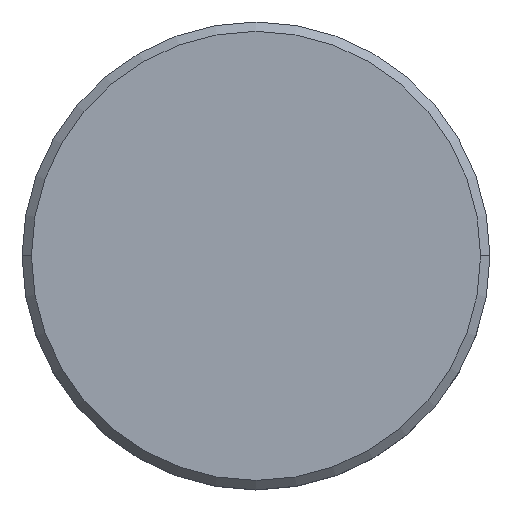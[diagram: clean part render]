
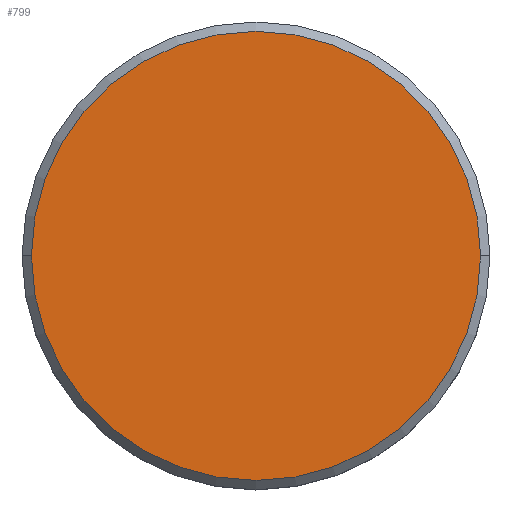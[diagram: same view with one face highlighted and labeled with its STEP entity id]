
A CAD part, top view. The second image highlights one B-rep face of the part: STEP entity #799.
In plain terms, the highlighted planar face has unit normal (0, 0, 1).
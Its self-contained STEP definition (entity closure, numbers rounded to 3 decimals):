
#30 = EDGE_LOOP ( 'NONE', ( #1182, #793 ) ) ;
#90 = PLANE ( 'NONE',  #943 ) ;
#192 = DIRECTION ( 'NONE',  ( 1., 0., 0. ) ) ;
#228 = CARTESIAN_POINT ( 'NONE',  ( 12., 0., 0. ) ) ;
#289 = CARTESIAN_POINT ( 'NONE',  ( 0., 0., 0. ) ) ;
#386 = CARTESIAN_POINT ( 'NONE',  ( 0., 0., 0. ) ) ;
#613 = CIRCLE ( 'NONE', #725, 12. ) ;
#639 = FACE_OUTER_BOUND ( 'NONE', #30, .T. ) ;
#678 = VERTEX_POINT ( 'NONE', #748 ) ;
#725 = AXIS2_PLACEMENT_3D ( 'NONE', #386, #1183, #911 ) ;
#740 = CARTESIAN_POINT ( 'NONE',  ( 0., 0., 0. ) ) ;
#748 = CARTESIAN_POINT ( 'NONE',  ( -12., 0., 0. ) ) ;
#791 = EDGE_CURVE ( 'NONE', #956, #678, #613, .T. ) ;
#793 = ORIENTED_EDGE ( 'NONE', *, *, #791, .T. ) ;
#799 = ADVANCED_FACE ( 'NONE', ( #639 ), #90, .T. ) ;
#888 = AXIS2_PLACEMENT_3D ( 'NONE', #289, #1176, #1170 ) ;
#911 = DIRECTION ( 'NONE',  ( 1., 0., 0. ) ) ;
#943 = AXIS2_PLACEMENT_3D ( 'NONE', #740, #1014, #192 ) ;
#956 = VERTEX_POINT ( 'NONE', #228 ) ;
#1014 = DIRECTION ( 'NONE',  ( 0., 0., 1. ) ) ;
#1022 = CIRCLE ( 'NONE', #888, 12. ) ;
#1090 = EDGE_CURVE ( 'NONE', #678, #956, #1022, .T. ) ;
#1170 = DIRECTION ( 'NONE',  ( 1., 0., 0. ) ) ;
#1176 = DIRECTION ( 'NONE',  ( 0., 0., 1. ) ) ;
#1182 = ORIENTED_EDGE ( 'NONE', *, *, #1090, .T. ) ;
#1183 = DIRECTION ( 'NONE',  ( 0., 0., 1. ) ) ;
